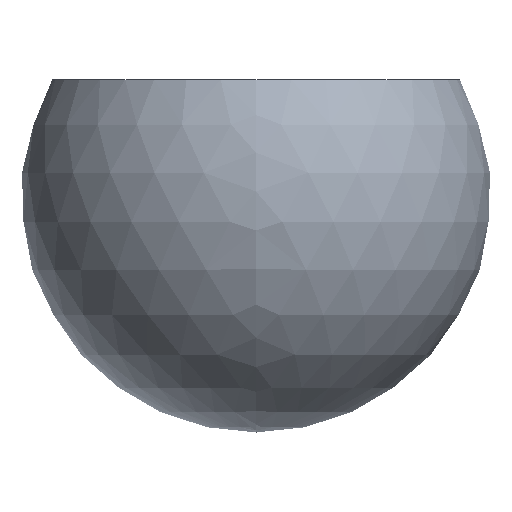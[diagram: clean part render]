
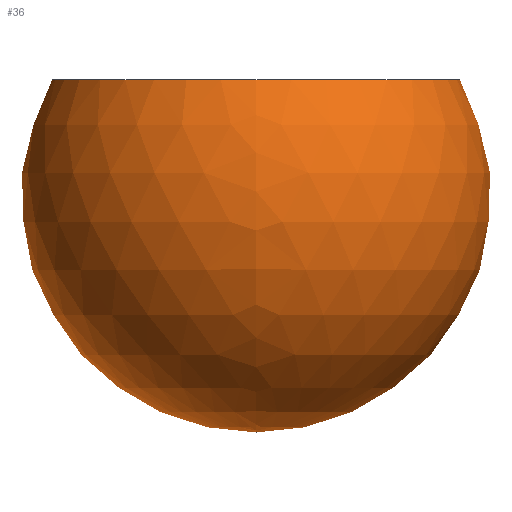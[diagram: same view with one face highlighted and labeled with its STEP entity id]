
A CAD part, left-side view. The second image highlights one B-rep face of the part: STEP entity #36.
In plain terms, the highlighted spherical face has radius 7.996 mm.
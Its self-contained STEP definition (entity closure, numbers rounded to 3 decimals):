
#36=ADVANCED_FACE('',(#39),#38,.T.);
#38=SPHERICAL_SURFACE('',#89,7.996);
#39=FACE_OUTER_BOUND('',#41,.T.);
#41=EDGE_LOOP('',(#43));
#43=ORIENTED_EDGE('',*,*,#46,.T.);
#45=VERTEX_POINT('',#126);
#46=EDGE_CURVE('',#45,#45,#47,.T.);
#47=CIRCLE('',#88,6.926);
#88=AXIS2_PLACEMENT_3D('',#125,#99,#100);
#89=AXIS2_PLACEMENT_3D('',#127,#101,#102);
#99=DIRECTION('',(0.,0.,-1.));
#100=DIRECTION('',(-1.,0.,0.));
#101=DIRECTION('',(0.,0.,-1.));
#102=DIRECTION('',(-1.,0.,0.));
#125=CARTESIAN_POINT('',(0.,0.,0.));
#126=CARTESIAN_POINT('',(-6.926,0.,0.));
#127=CARTESIAN_POINT('',(0.,0.,-3.996));
